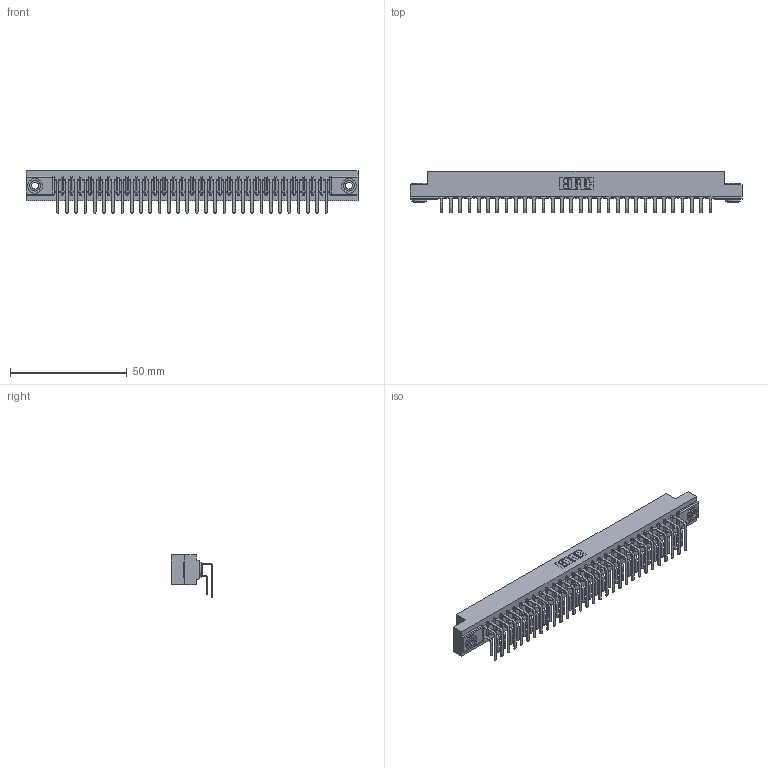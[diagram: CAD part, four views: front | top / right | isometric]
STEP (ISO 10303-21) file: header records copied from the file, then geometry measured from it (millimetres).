
FILE_DESCRIPTION (( 'STEP AP203' ), '1' );
FILE_NAME ('307-030-459-103.STEP', '2020-09-28T11:23:05', ( '' ), ( '' ), 'SwSTEP 2.0', 'SolidWorks 2020', '' );
FILE_SCHEMA (( 'CONFIG_CONTROL_DESIGN' ));
Length unit declared in the file: inch
Products named in the file (5): 345-250-002_345-250-002-102; 307-290-001_558 559 - 1 (Single); 307-030-459-103; 307 Part_.156 Dia Mounting Holes; 307-290-001_559 - 2 (Single)
Assembly tree (63 placements, depth 2):
  307-030-459-103
    307 Part_.156 Dia Mounting Holes
    307-290-001_558 559 - 1 (Single)  x30
    307-290-001_559 - 2 (Single)  x30
    345-250-002_345-250-002-102  x2
Bounding box: 141.88 x 17.69 x 18.07 mm (x, y, z)
Volume: 15270 mm3; surface area: 20241.6 mm2
Topology: 63 solids, 63 shells, 3201 faces, 8955 edges, 5802 vertices
Faces by surface type: plane 2074, cylinder 1057, sphere 62, cone 8
Entity records: 30670 total; most frequent: CARTESIAN_POINT 5005, ORIENTED_EDGE 4950, DIRECTION 4921, EDGE_CURVE 2475, LINE 1885, VECTOR 1885, VERTEX_POINT 1602, AXIS2_PLACEMENT_3D 1518
